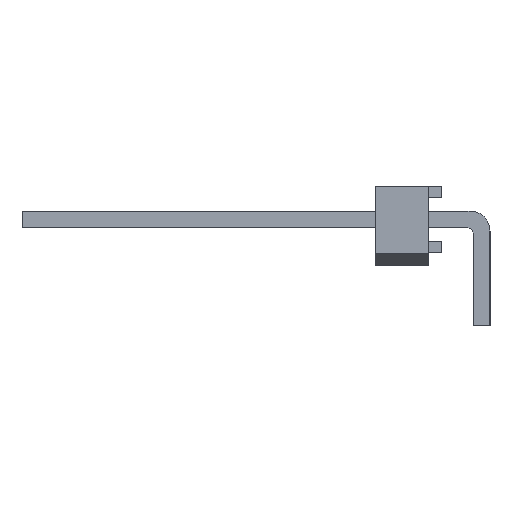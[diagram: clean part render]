
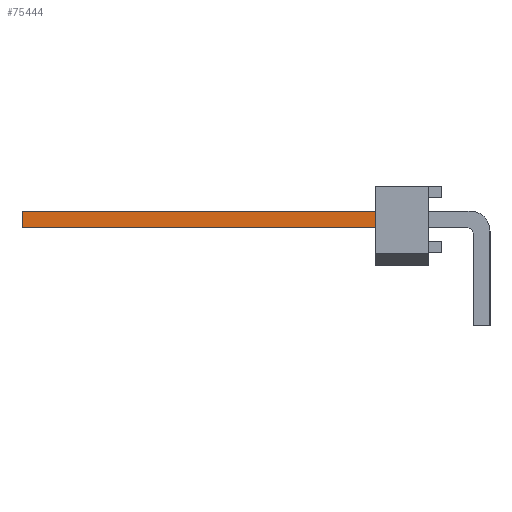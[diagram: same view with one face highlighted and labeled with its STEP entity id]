
A CAD part, left-side view. The second image highlights one B-rep face of the part: STEP entity #75444.
In plain terms, the highlighted face is planar.
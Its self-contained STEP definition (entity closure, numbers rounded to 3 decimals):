
#72319 = VERTEX_POINT('',#72320);
#72320 = CARTESIAN_POINT('',(62.548,17.526,-0.318));
#72326 = EDGE_CURVE('',#72327,#72319,#72329,.T.);
#72327 = VERTEX_POINT('',#72328);
#72328 = CARTESIAN_POINT('',(62.548,2.921,-0.318));
#72329 = LINE('',#72330,#72331);
#72330 = CARTESIAN_POINT('',(62.548,0.445,-0.318));
#72331 = VECTOR('',#72332,1.);
#72332 = DIRECTION('',(0.,1.,0.));
#74319 = VERTEX_POINT('',#74320);
#74320 = CARTESIAN_POINT('',(62.548,2.921,0.318));
#74326 = EDGE_CURVE('',#74327,#74319,#74329,.T.);
#74327 = VERTEX_POINT('',#74328);
#74328 = CARTESIAN_POINT('',(62.548,17.526,0.318));
#74329 = LINE('',#74330,#74331);
#74330 = CARTESIAN_POINT('',(62.548,17.526,0.318));
#74331 = VECTOR('',#74332,1.);
#74332 = DIRECTION('',(0.,-1.,0.));
#75433 = EDGE_CURVE('',#72319,#74327,#75434,.T.);
#75434 = LINE('',#75435,#75436);
#75435 = CARTESIAN_POINT('',(62.548,17.526,-0.318));
#75436 = VECTOR('',#75437,1.);
#75437 = DIRECTION('',(0.,0.,1.));
#75444 = ADVANCED_FACE('',(#75445),#75456,.T.);
#75445 = FACE_BOUND('',#75446,.T.);
#75446 = EDGE_LOOP('',(#75447,#75448,#75454,#75455));
#75447 = ORIENTED_EDGE('',*,*,#74326,.T.);
#75448 = ORIENTED_EDGE('',*,*,#75449,.T.);
#75449 = EDGE_CURVE('',#74319,#72327,#75450,.T.);
#75450 = LINE('',#75451,#75452);
#75451 = CARTESIAN_POINT('',(62.548,2.921,0.445));
#75452 = VECTOR('',#75453,1.);
#75453 = DIRECTION('',(0.,0.,-1.));
#75454 = ORIENTED_EDGE('',*,*,#72326,.T.);
#75455 = ORIENTED_EDGE('',*,*,#75433,.T.);
#75456 = PLANE('',#75457);
#75457 = AXIS2_PLACEMENT_3D('',#75458,#75459,#75460);
#75458 = CARTESIAN_POINT('',(62.548,0.445,0.445));
#75459 = DIRECTION('',(1.,0.,0.));
#75460 = DIRECTION('',(0.,0.,-1.));
